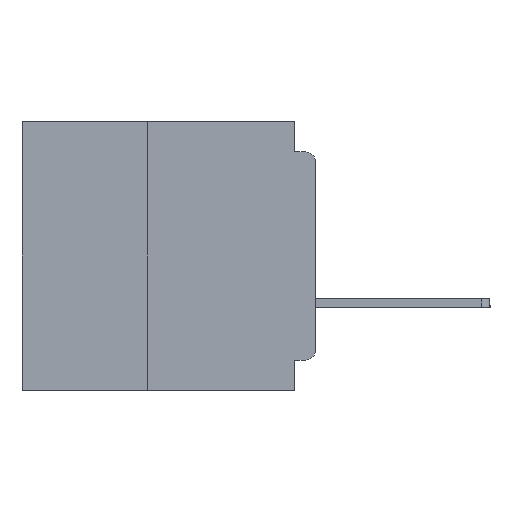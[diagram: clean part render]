
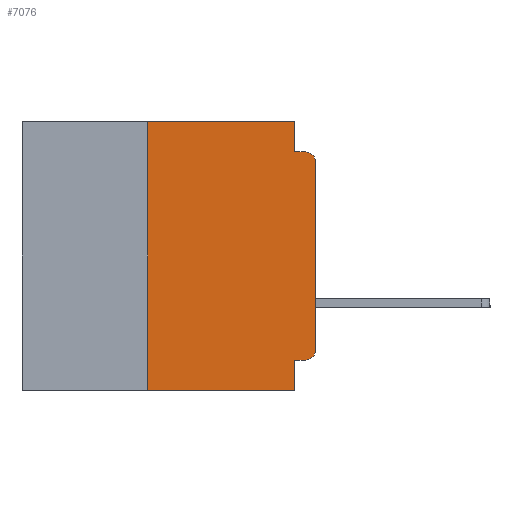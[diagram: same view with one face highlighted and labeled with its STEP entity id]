
A CAD part, left-side view. The second image highlights one B-rep face of the part: STEP entity #7076.
In plain terms, the highlighted planar face has unit normal (-1, 0, 0).
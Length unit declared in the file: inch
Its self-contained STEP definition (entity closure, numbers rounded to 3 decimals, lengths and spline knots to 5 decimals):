
#66 = EDGE_CURVE ( 'NONE', #17758, #28881, #34250, .T. ) ;
#787 = ORIENTED_EDGE ( 'NONE', *, *, #24570, .F. ) ;
#1266 = VECTOR ( 'NONE', #3489, 39.37008 ) ;
#1588 = CARTESIAN_POINT ( 'NONE',  ( 0., 0., -0.34 ) ) ;
#2001 = VERTEX_POINT ( 'NONE', #39626 ) ;
#2344 = DIRECTION ( 'NONE',  ( 1., 0., 0. ) ) ;
#3258 = CARTESIAN_POINT ( 'NONE',  ( 0., 0.031, 0. ) ) ;
#3489 = DIRECTION ( 'NONE',  ( 0., 0., -1. ) ) ;
#3689 = LINE ( 'NONE', #37814, #25456 ) ;
#3743 = CIRCLE ( 'NONE', #21420, 0.015 ) ;
#4018 = CARTESIAN_POINT ( 'NONE',  ( 0., 0.015, -0.34 ) ) ;
#4372 = AXIS2_PLACEMENT_3D ( 'NONE', #11692, #2344, #24052 ) ;
#4634 = CARTESIAN_POINT ( 'NONE',  ( 0., 0., -0.045 ) ) ;
#5175 = DIRECTION ( 'NONE',  ( 0., 0., 1. ) ) ;
#6126 = VECTOR ( 'NONE', #6642, 39.37008 ) ;
#6438 = VECTOR ( 'NONE', #5175, 39.37008 ) ;
#6642 = DIRECTION ( 'NONE',  ( 0., 0., -1. ) ) ;
#6963 = FACE_OUTER_BOUND ( 'NONE', #7882, .T. ) ;
#7076 = ADVANCED_FACE ( 'NONE', ( #6963 ), #27003, .F. ) ;
#7238 = DIRECTION ( 'NONE',  ( 0., 0., -1. ) ) ;
#7622 = EDGE_CURVE ( 'NONE', #8816, #2001, #19056, .T. ) ;
#7882 = EDGE_LOOP ( 'NONE', ( #22205, #13249, #32168, #19184, #36093, #787, #18804, #26189, #38468, #13382 ) ) ;
#8122 = LINE ( 'NONE', #12860, #6126 ) ;
#8207 = VERTEX_POINT ( 'NONE', #19772 ) ;
#8816 = VERTEX_POINT ( 'NONE', #37907 ) ;
#9608 = DIRECTION ( 'NONE',  ( -1., 0., 0. ) ) ;
#10345 = VERTEX_POINT ( 'NONE', #29384 ) ;
#11309 = LINE ( 'NONE', #4634, #19503 ) ;
#11692 = CARTESIAN_POINT ( 'NONE',  ( 0., 0.437, 0. ) ) ;
#12210 = VECTOR ( 'NONE', #39968, 39.37008 ) ;
#12399 = EDGE_CURVE ( 'NONE', #18855, #17758, #18920, .T. ) ;
#12860 = CARTESIAN_POINT ( 'NONE',  ( 0., 0.031, -0.4 ) ) ;
#13249 = ORIENTED_EDGE ( 'NONE', *, *, #13409, .T. ) ;
#13382 = ORIENTED_EDGE ( 'NONE', *, *, #36487, .T. ) ;
#13409 = EDGE_CURVE ( 'NONE', #10345, #22443, #3743, .T. ) ;
#13532 = AXIS2_PLACEMENT_3D ( 'NONE', #4018, #25647, #7238 ) ;
#15479 = VERTEX_POINT ( 'NONE', #1588 ) ;
#15920 = CARTESIAN_POINT ( 'NONE',  ( 0., 0.015, -0.045 ) ) ;
#17106 = DIRECTION ( 'NONE',  ( 0., 1., 0. ) ) ;
#17758 = VERTEX_POINT ( 'NONE', #3258 ) ;
#18804 = ORIENTED_EDGE ( 'NONE', *, *, #39293, .T. ) ;
#18855 = VERTEX_POINT ( 'NONE', #29439 ) ;
#18920 = LINE ( 'NONE', #33444, #27064 ) ;
#19056 = LINE ( 'NONE', #29363, #34481 ) ;
#19184 = ORIENTED_EDGE ( 'NONE', *, *, #66, .F. ) ;
#19503 = VECTOR ( 'NONE', #26258, 39.37008 ) ;
#19772 = CARTESIAN_POINT ( 'NONE',  ( 0., 0.25, -0.4 ) ) ;
#21337 = CARTESIAN_POINT ( 'NONE',  ( 0., 0.031, -0.045 ) ) ;
#21420 = AXIS2_PLACEMENT_3D ( 'NONE', #28017, #9608, #31148 ) ;
#21513 = CARTESIAN_POINT ( 'NONE',  ( 0., 0., 0. ) ) ;
#21838 = EDGE_CURVE ( 'NONE', #2001, #24900, #8122, .T. ) ;
#22205 = ORIENTED_EDGE ( 'NONE', *, *, #25298, .T. ) ;
#22443 = VERTEX_POINT ( 'NONE', #15920 ) ;
#23698 = CARTESIAN_POINT ( 'NONE',  ( 0., 0.25, -0.4 ) ) ;
#24052 = DIRECTION ( 'NONE',  ( 0., 0., -1. ) ) ;
#24447 = EDGE_CURVE ( 'NONE', #28881, #22443, #11309, .T. ) ;
#24570 = EDGE_CURVE ( 'NONE', #8207, #18855, #39258, .T. ) ;
#24900 = VERTEX_POINT ( 'NONE', #31492 ) ;
#25298 = EDGE_CURVE ( 'NONE', #15479, #10345, #29540, .T. ) ;
#25456 = VECTOR ( 'NONE', #28600, 39.37008 ) ;
#25647 = DIRECTION ( 'NONE',  ( -1., 0., 0. ) ) ;
#26189 = ORIENTED_EDGE ( 'NONE', *, *, #21838, .F. ) ;
#26258 = DIRECTION ( 'NONE',  ( 0., -1., 0. ) ) ;
#27003 = PLANE ( 'NONE',  #4372 ) ;
#27064 = VECTOR ( 'NONE', #27180, 39.37008 ) ;
#27180 = DIRECTION ( 'NONE',  ( 0., -1., 0. ) ) ;
#28017 = CARTESIAN_POINT ( 'NONE',  ( 0., 0.015, -0.06 ) ) ;
#28600 = DIRECTION ( 'NONE',  ( 0., -1., 0. ) ) ;
#28881 = VERTEX_POINT ( 'NONE', #21337 ) ;
#29363 = CARTESIAN_POINT ( 'NONE',  ( 0., 0., -0.355 ) ) ;
#29384 = CARTESIAN_POINT ( 'NONE',  ( 0., 0., -0.06 ) ) ;
#29439 = CARTESIAN_POINT ( 'NONE',  ( 0., 0.25, 0. ) ) ;
#29540 = LINE ( 'NONE', #21513, #12210 ) ;
#30077 = CIRCLE ( 'NONE', #13532, 0.015 ) ;
#30219 = CARTESIAN_POINT ( 'NONE',  ( 0., 0.031, 0. ) ) ;
#31148 = DIRECTION ( 'NONE',  ( 0., 0., -1. ) ) ;
#31492 = CARTESIAN_POINT ( 'NONE',  ( 0., 0.031, -0.4 ) ) ;
#32168 = ORIENTED_EDGE ( 'NONE', *, *, #24447, .F. ) ;
#33444 = CARTESIAN_POINT ( 'NONE',  ( 0., 0.437, 0. ) ) ;
#34250 = LINE ( 'NONE', #30219, #1266 ) ;
#34481 = VECTOR ( 'NONE', #17106, 39.37008 ) ;
#36093 = ORIENTED_EDGE ( 'NONE', *, *, #12399, .F. ) ;
#36487 = EDGE_CURVE ( 'NONE', #8816, #15479, #30077, .T. ) ;
#37814 = CARTESIAN_POINT ( 'NONE',  ( 0., 0.437, -0.4 ) ) ;
#37907 = CARTESIAN_POINT ( 'NONE',  ( 0., 0.015, -0.355 ) ) ;
#38468 = ORIENTED_EDGE ( 'NONE', *, *, #7622, .F. ) ;
#39258 = LINE ( 'NONE', #23698, #6438 ) ;
#39293 = EDGE_CURVE ( 'NONE', #8207, #24900, #3689, .T. ) ;
#39626 = CARTESIAN_POINT ( 'NONE',  ( 0., 0.031, -0.355 ) ) ;
#39968 = DIRECTION ( 'NONE',  ( 0., 0., 1. ) ) ;
